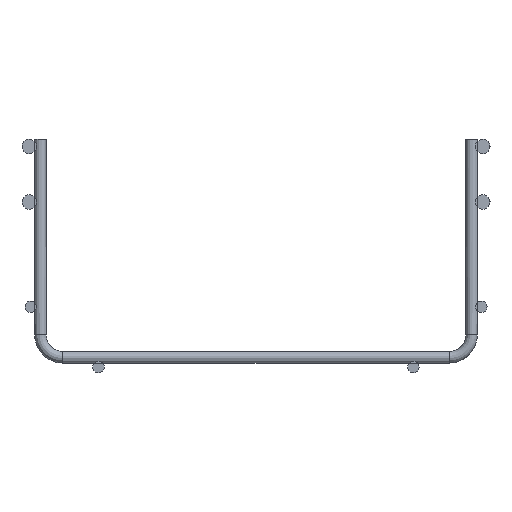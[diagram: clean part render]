
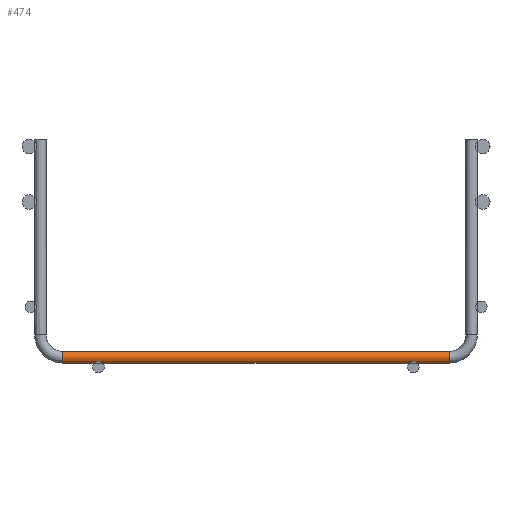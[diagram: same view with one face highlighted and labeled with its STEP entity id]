
A CAD part, left-side view. The second image highlights one B-rep face of the part: STEP entity #474.
In plain terms, the highlighted cylindrical face has radius 2.75 mm (diameter 5.5 mm), a full revolution.
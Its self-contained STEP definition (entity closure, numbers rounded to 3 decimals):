
#208=FACE_OUTER_BOUND('',#239,.T.);
#239=EDGE_LOOP('',(#418,#419,#420,#421,#422,#423));
#253=LINE('',#864,#264);
#264=VECTOR('',#695,2.75);
#286=CIRCLE('',#537,2.75);
#287=CIRCLE('',#538,2.75);
#288=CIRCLE('',#540,2.75);
#289=CIRCLE('',#541,2.75);
#313=VERTEX_POINT('',#857);
#314=VERTEX_POINT('',#859);
#315=VERTEX_POINT('',#863);
#316=VERTEX_POINT('',#865);
#349=EDGE_CURVE('',#313,#314,#286,.T.);
#350=EDGE_CURVE('',#314,#313,#287,.T.);
#351=EDGE_CURVE('',#314,#315,#253,.T.);
#352=EDGE_CURVE('',#315,#316,#288,.T.);
#353=EDGE_CURVE('',#316,#315,#289,.T.);
#418=ORIENTED_EDGE('',*,*,#350,.F.);
#419=ORIENTED_EDGE('',*,*,#351,.T.);
#420=ORIENTED_EDGE('',*,*,#352,.T.);
#421=ORIENTED_EDGE('',*,*,#353,.T.);
#422=ORIENTED_EDGE('',*,*,#351,.F.);
#423=ORIENTED_EDGE('',*,*,#349,.F.);
#446=CYLINDRICAL_SURFACE('',#539,2.75);
#474=ADVANCED_FACE('',(#208),#446,.T.);
#537=AXIS2_PLACEMENT_3D('',#860,#689,#690);
#538=AXIS2_PLACEMENT_3D('',#861,#691,#692);
#539=AXIS2_PLACEMENT_3D('',#862,#693,#694);
#540=AXIS2_PLACEMENT_3D('',#866,#696,#697);
#541=AXIS2_PLACEMENT_3D('',#867,#698,#699);
#689=DIRECTION('center_axis',(0.,-1.,0.));
#690=DIRECTION('ref_axis',(-1.,0.,0.));
#691=DIRECTION('center_axis',(0.,-1.,0.));
#692=DIRECTION('ref_axis',(-1.,0.,0.));
#693=DIRECTION('center_axis',(0.,-1.,0.));
#694=DIRECTION('ref_axis',(-1.,0.,0.));
#695=DIRECTION('',(0.,1.,0.));
#696=DIRECTION('center_axis',(0.,-1.,0.));
#697=DIRECTION('ref_axis',(-1.,0.,0.));
#698=DIRECTION('center_axis',(0.,-1.,0.));
#699=DIRECTION('ref_axis',(-1.,0.,0.));
#857=CARTESIAN_POINT('',(0.,-92.,-47.85));
#859=CARTESIAN_POINT('',(2.75,-92.,-50.6));
#860=CARTESIAN_POINT('Origin',(0.,-92.,-50.6));
#861=CARTESIAN_POINT('Origin',(0.,-92.,-50.6));
#862=CARTESIAN_POINT('Origin',(0.,92.,-50.6));
#863=CARTESIAN_POINT('',(2.75,92.,-50.6));
#864=CARTESIAN_POINT('',(2.75,92.,-50.6));
#865=CARTESIAN_POINT('',(0.,92.,-47.85));
#866=CARTESIAN_POINT('Origin',(0.,92.,-50.6));
#867=CARTESIAN_POINT('Origin',(0.,92.,-50.6));
